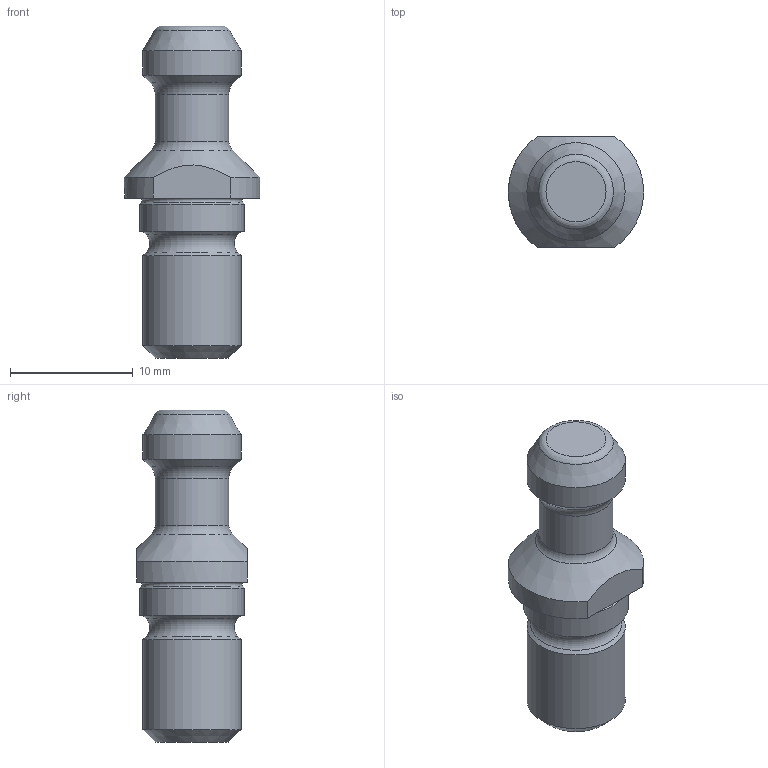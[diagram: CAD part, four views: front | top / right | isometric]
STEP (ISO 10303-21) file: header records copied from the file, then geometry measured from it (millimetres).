
FILE_DESCRIPTION(/* description */ ('Alibre Inc.'),/* implementation_level */ '2;1');
FILE_NAME(/* name */ 'export-1B9A48E6-D2BD-451F-A603-55A7D32F068B',/* time_stamp */ '2023-06-05T11:09:19+02:00',/* author */ (''),/* organization */ (''),/* preprocessor_version */ 'ST-DEVELOPER v17',/* originating_system */ 'Alibre',/* authorisation */ '');
FILE_SCHEMA (('AUTOMOTIVE_DESIGN'));
Length unit declared in the file: millimetre
Products named in the file (1): TOH0551A
Bounding box: 11 x 9 x 27 mm (x, y, z)
Volume: 1279.3 mm3; surface area: 802.1 mm2
Topology: 1 solids, 1 shells, 25 faces, 57 edges, 36 vertices
Faces by surface type: cylinder 7, cone 7, plane 6, torus 5
Full cylindrical faces by diameter (mm): 6 x1, 8 x2, 8.5 x1
Entity records: 761 total; most frequent: DIRECTION 131, CARTESIAN_POINT 122, ORIENTED_EDGE 114, AXIS2_PLACEMENT_3D 62, EDGE_CURVE 57, CIRCLE 37, VERTEX_POINT 36, EDGE_LOOP 27
